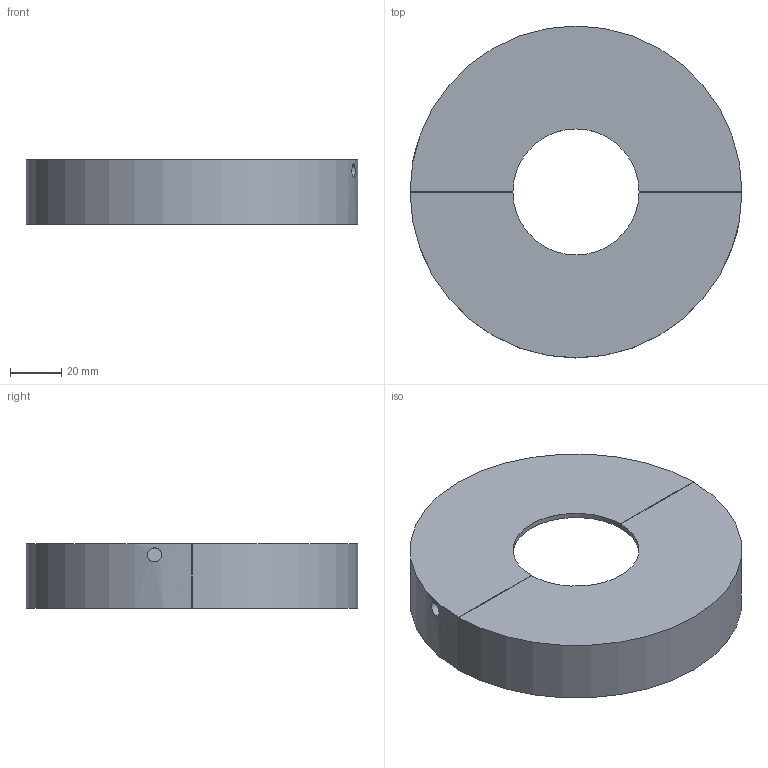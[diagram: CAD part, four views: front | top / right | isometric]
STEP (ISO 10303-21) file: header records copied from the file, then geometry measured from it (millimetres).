
FILE_DESCRIPTION(/* description */ (''),/* implementation_level */ '2;1');
FILE_NAME(/* name */ 'Nutrohre_X149.stp',/* time_stamp */ '2017-07-25T10:43:05+02:00',/* author */ (''),/* organization */ (''),/* preprocessor_version */ 'ST-DEVELOPER v16',/* originating_system */ 'SIEMENS PLM Software NX 11.0',/* authorisation */ '');
FILE_SCHEMA (('AUTOMOTIVE_DESIGN { 1 0 10303 214 3 1 1 1 }'));
Length unit declared in the file: millimetre
Products named in the file (1): Goge113816A0n1cy
Bounding box: 129 x 129 x 25 mm (x, y, z)
Volume: 60802.2 mm3; surface area: 43022.9 mm2
Topology: 2 solids, 2 shells, 30 faces, 80 edges, 52 vertices
Faces by surface type: plane 20, cylinder 10
Full cylindrical faces by diameter (mm): 5.5 x2
Entity records: 1072 total; most frequent: CARTESIAN_POINT 272, DIRECTION 160, ORIENTED_EDGE 152, EDGE_CURVE 76, AXIS2_PLACEMENT_3D 54, LINE 52, VECTOR 52, VERTEX_POINT 50
